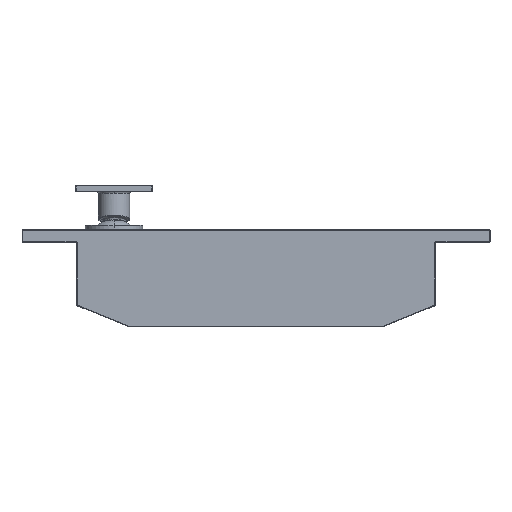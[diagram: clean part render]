
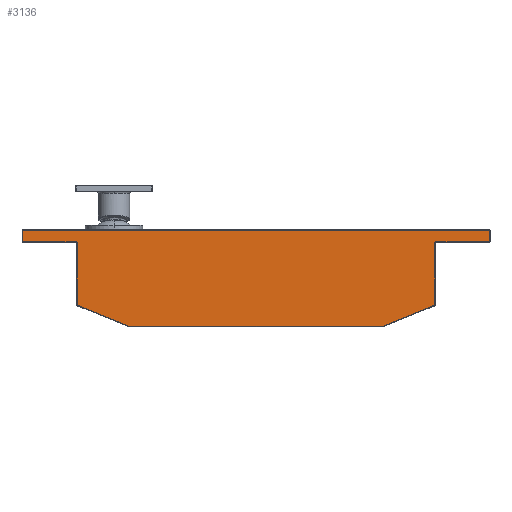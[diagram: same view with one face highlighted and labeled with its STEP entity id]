
A CAD part, left-side view. The second image highlights one B-rep face of the part: STEP entity #3136.
In plain terms, the highlighted planar face has unit normal (-1, 0, 0).
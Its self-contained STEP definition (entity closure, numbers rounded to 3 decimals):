
#1938=VECTOR('',#40903,299.4);
#1950=VECTOR('',#40896,163.056);
#1951=VECTOR('',#40947,35.777);
#1952=VECTOR('',#40893,39.998);
#1953=VECTOR('',#40896,34.4);
#1954=VECTOR('',#40893,7.4);
#1955=VECTOR('',#40898,7.4);
#1956=VECTOR('',#40896,34.4);
#1957=VECTOR('',#40898,39.998);
#1958=VECTOR('',#40948,35.777);
#2500=LINE('',#20922,#1938);
#2512=LINE('',#20964,#1950);
#2513=LINE('',#20965,#1951);
#2514=LINE('',#20966,#1952);
#2515=LINE('',#20968,#1953);
#2516=LINE('',#20970,#1954);
#2517=LINE('',#20923,#1955);
#2518=LINE('',#20971,#1956);
#2519=LINE('',#20973,#1957);
#2520=LINE('',#20975,#1958);
#3136=ADVANCED_FACE('extract',(#3908),#20470,.T.);
#3908=FACE_OUTER_BOUND('',#13251,.T.);
#4979=ORIENTED_EDGE('',*,*,#9286,.T.);
#4980=ORIENTED_EDGE('',*,*,#9287,.T.);
#4981=ORIENTED_EDGE('',*,*,#9288,.T.);
#4982=ORIENTED_EDGE('',*,*,#9289,.F.);
#4983=ORIENTED_EDGE('',*,*,#9290,.T.);
#4984=ORIENTED_EDGE('',*,*,#9291,.T.);
#4985=ORIENTED_EDGE('',*,*,#9247,.T.);
#4986=ORIENTED_EDGE('',*,*,#9292,.T.);
#4987=ORIENTED_EDGE('',*,*,#9293,.T.);
#4988=ORIENTED_EDGE('',*,*,#9294,.F.);
#4989=ORIENTED_EDGE('',*,*,#9295,.T.);
#4990=ORIENTED_EDGE('',*,*,#9296,.T.);
#9247=EDGE_CURVE('110',#11811,#11812,#2500,.T.);
#9286=EDGE_CURVE('135',#11839,#11840,#2512,.T.);
#9287=EDGE_CURVE('136',#11840,#11841,#2513,.T.);
#9288=EDGE_CURVE('137',#11841,#11842,#2514,.T.);
#9289=EDGE_CURVE('138',#11843,#11842,#11405,.T.);
#9290=EDGE_CURVE('139',#11843,#11844,#2515,.T.);
#9291=EDGE_CURVE('140',#11844,#11811,#2516,.T.);
#9292=EDGE_CURVE('141',#11812,#11845,#2517,.T.);
#9293=EDGE_CURVE('142',#11845,#11846,#2518,.T.);
#9294=EDGE_CURVE('143',#11847,#11846,#11406,.T.);
#9295=EDGE_CURVE('144',#11847,#11848,#2519,.T.);
#9296=EDGE_CURVE('145',#11848,#11839,#2520,.T.);
#11405=CIRCLE('',#40150,0.6);
#11406=CIRCLE('',#40151,0.6);
#11811=VERTEX_POINT('87',#20922);
#11812=VERTEX_POINT('88',#20923);
#11839=VERTEX_POINT('101',#20964);
#11840=VERTEX_POINT('102',#20965);
#11841=VERTEX_POINT('103',#20966);
#11842=VERTEX_POINT('104',#20967);
#11843=VERTEX_POINT('105',#20968);
#11844=VERTEX_POINT('106',#20970);
#11845=VERTEX_POINT('107',#20971);
#11846=VERTEX_POINT('108',#20972);
#11847=VERTEX_POINT('109',#20973);
#11848=VERTEX_POINT('110',#20975);
#13251=EDGE_LOOP('',(#4979,#4980,#4981,#4982,#4983,#4984,#4985,#4986,#4987,#4988,#4989,#4990));
#20470=PLANE('',#40149);
#20922=CARTESIAN_POINT('',(-0.693,-149.7,77.7));
#20923=CARTESIAN_POINT('',(-0.693,149.7,77.7));
#20963=CARTESIAN_POINT('',(-0.693,-149.7,16.3));
#20964=CARTESIAN_POINT('',(-0.693,81.528,16.3));
#20965=CARTESIAN_POINT('',(-0.693,-81.528,16.3));
#20966=CARTESIAN_POINT('',(-0.693,-114.7,29.702));
#20967=CARTESIAN_POINT('',(-0.693,-114.7,69.7));
#20968=CARTESIAN_POINT('',(-0.693,-115.3,70.3));
#20969=CARTESIAN_POINT('',(-0.693,-115.3,69.7));
#20970=CARTESIAN_POINT('',(-0.693,-149.7,70.3));
#20971=CARTESIAN_POINT('',(-0.693,149.7,70.3));
#20972=CARTESIAN_POINT('',(-0.693,115.3,70.3));
#20973=CARTESIAN_POINT('',(-0.693,114.7,69.7));
#20974=CARTESIAN_POINT('',(-0.693,115.3,69.7));
#20975=CARTESIAN_POINT('',(-0.693,114.7,29.702));
#40149=AXIS2_PLACEMENT_3D('',#20963,#40895,#40893);
#40150=AXIS2_PLACEMENT_3D('',#20969,#40895,#40893);
#40151=AXIS2_PLACEMENT_3D('',#20974,#40895,#40896);
#40893=DIRECTION('',(0.,0.,1.));
#40895=DIRECTION('',(-1.,0.,0.));
#40896=DIRECTION('',(0.,-1.,0.));
#40898=DIRECTION('',(0.,0.,-1.));
#40903=DIRECTION('',(0.,1.,0.));
#40947=DIRECTION('',(0.,-0.927,0.375));
#40948=DIRECTION('',(0.,-0.927,-0.375));
